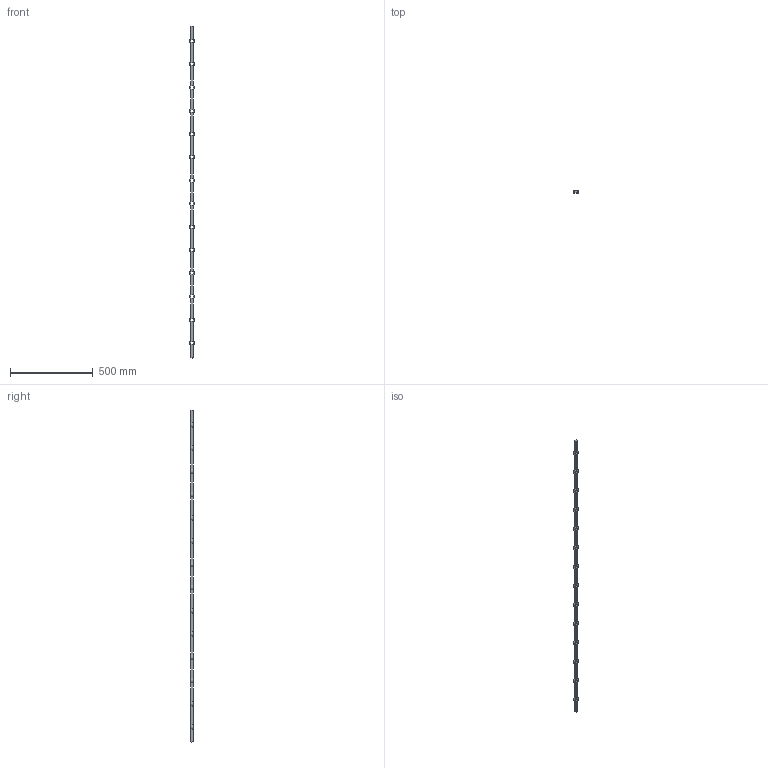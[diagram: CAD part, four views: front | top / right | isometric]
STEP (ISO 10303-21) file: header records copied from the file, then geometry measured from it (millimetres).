
FILE_DESCRIPTION (( 'STEP AP203' ), '1' );
FILE_NAME ('42-22.step', '2022-05-03T06:28:49', ( '' ), ( '' ), 'SwSTEP 2.0', 'SolidWorks 2018', '' );
FILE_SCHEMA (( 'CONFIG_CONTROL_DESIGN' ));
Length unit declared in the file: millimetre
Products named in the file (1): 42-22
Bounding box: 29.9 x 14 x 2000 mm (x, y, z)
Volume: 412901.5 mm3; surface area: 128725.9 mm2
Topology: 1 solids, 1 shells, 333 faces, 939 edges, 626 vertices
Faces by surface type: plane 219, bspline 86, cylinder 28
Entity records: 14558 total; most frequent: CARTESIAN_POINT 6337, ORIENTED_EDGE 1878, DIRECTION 1319, EDGE_CURVE 939, LINE 711, VECTOR 711, VERTEX_POINT 626, EDGE_LOOP 379
